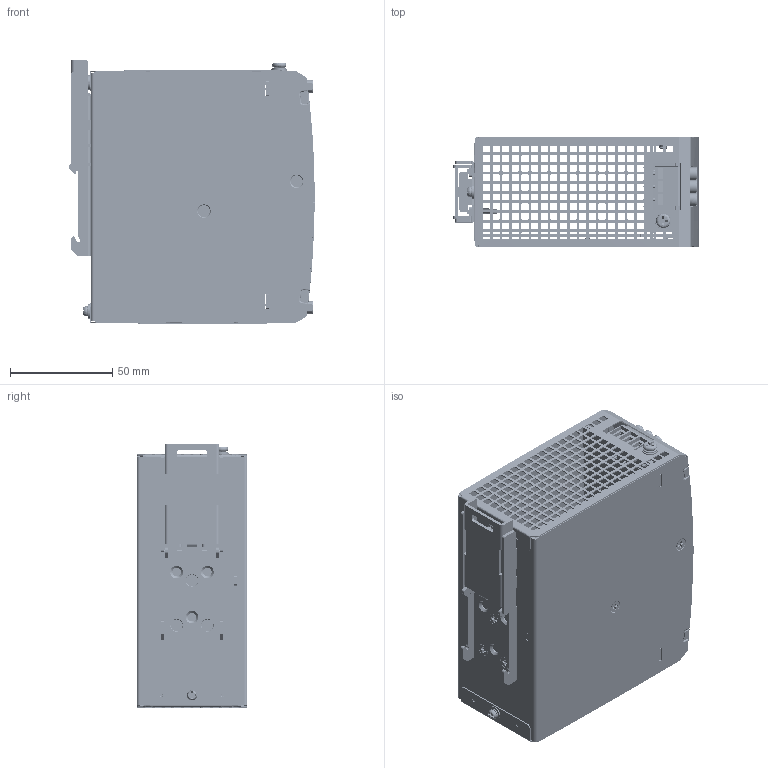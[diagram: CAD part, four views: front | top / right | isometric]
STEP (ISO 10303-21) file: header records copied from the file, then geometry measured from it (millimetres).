
FILE_DESCRIPTION((''),'2;1');
FILE_NAME('0-----------LIF240R2S_ASM_ASM','2022-04-26T',('pe07'),(''),'PRO/ENGINEER BY PARAMETRIC TECHNOLOGY CORPORATION, 2014000','PRO/ENGINEER BY PARAMETRIC TECHNOLOGY CORPORATION, 2014000','');
FILE_SCHEMA(('CONFIG_CONTROL_DESIGN','GEOMETRIC_VALIDATION_PROPERTIES_MIM'));
Products named in the file (1): 0-----------LIF240R2S_ASM_ASM
Bounding box: 119.9 x 54 x 128.8 mm (x, y, z)
Volume: 108129.6 mm3; surface area: 146801.7 mm2
Topology: 7 solids, 21 shells, 6641 faces, 19579 edges, 12944 vertices
Faces by surface type: bspline 5388, revolution 1249, extrusion 4
Entity records: 399394 total; most frequent: CARTESIAN_POINT 202233, ORIENTED_EDGE 38937, EDGE_CURVE 19526, DIRECTION 18368, VERTEX_POINT 12942, VECTOR 12443, LINE 12439, EDGE_LOOP 7843
